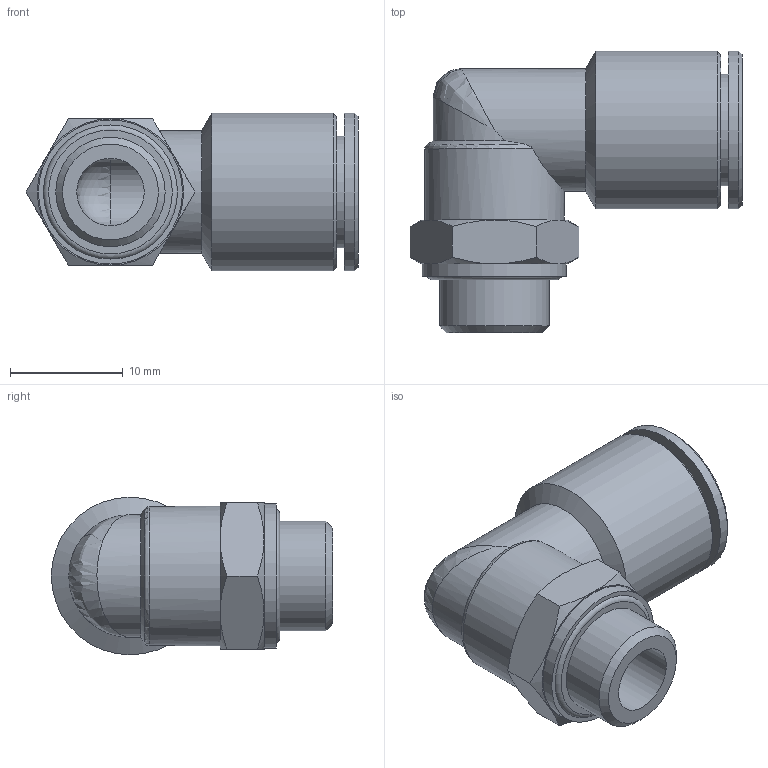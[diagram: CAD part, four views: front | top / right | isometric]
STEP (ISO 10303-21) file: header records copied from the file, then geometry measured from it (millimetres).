
FILE_DESCRIPTION((''),'2;1');
FILE_NAME('Schlauchanschluss_G1_8_90Grad_fuer 8er Schlauch_A27008011.stp','2006-05-11T13:56:03',('ScheitB'),(''),'Autodesk Inventor 10','Autodesk Inventor 10','');
FILE_SCHEMA(('AUTOMOTIVE_DESIGN { 1 0 10303 214 1 1 1 1 }'));
Length unit declared in the file: millimetre
Products named in the file (1): angea05c
Bounding box: 29.51 x 25 x 14 mm (x, y, z)
Volume: 3378.1 mm3; surface area: 2781 mm2
Topology: 1 solids, 1 shells, 47 faces, 103 edges, 61 vertices
Faces by surface type: cone 17, plane 15, cylinder 11, torus 2, sphere 1, bspline 1
Full cylindrical faces by diameter (mm): 6 x2, 8 x1, 9.728 x1, 9.9 x1, 10.9 x1, 12.4 x1, 12.8 x1, 14 x2
Entity records: 1374 total; most frequent: CARTESIAN_POINT 486, DIRECTION 186, ORIENTED_EDGE 156, AXIS2_PLACEMENT_3D 90, EDGE_CURVE 78, EDGE_LOOP 71, VERTEX_POINT 55, FACE_OUTER_BOUND 47
